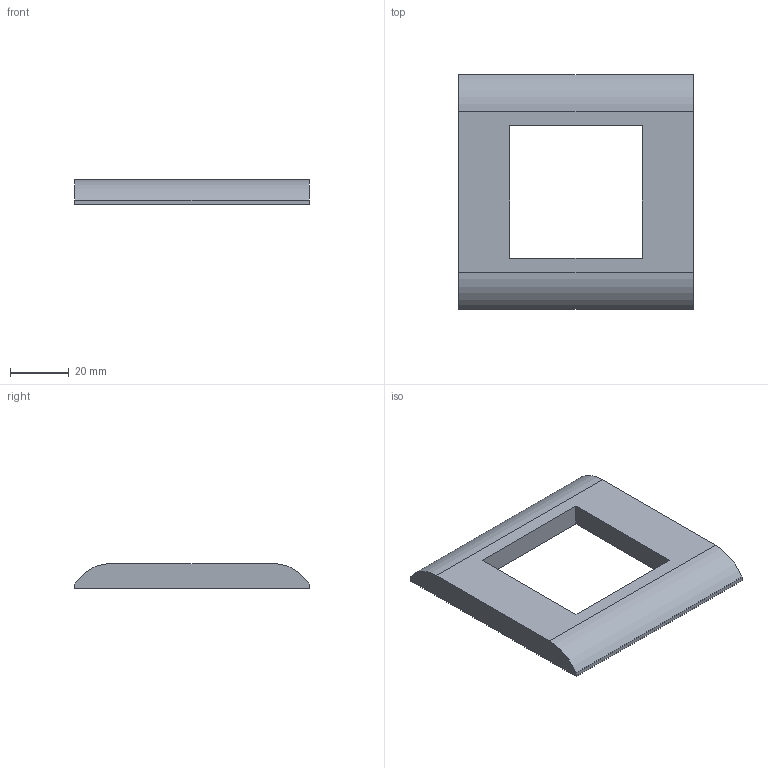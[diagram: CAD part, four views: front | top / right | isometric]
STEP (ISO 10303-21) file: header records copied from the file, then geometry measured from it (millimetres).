
FILE_DESCRIPTION (( 'STEP AP214' ), '1' );
FILE_NAME ('CKK-40D-RK2-K01 Ðàìêà äëÿ ÊÌÊÓ íà 2 ìîäóëÿ áåëàÿ IEK.STEP', '2016-07-19T12:26:52', ( '' ), ( '' ), 'SwSTEP 2.0', 'SolidWorks 2014', '' );
FILE_SCHEMA (( 'AUTOMOTIVE_DESIGN' ));
Length unit declared in the file: millimetre
Products named in the file (1): CKK-40D-RK2-K01 Ðàìêà äëÿ ÊÌÊÓ íà 2 ìîäóëÿ áåëàÿ IEK
Bounding box: 80 x 80 x 8.5 mm (x, y, z)
Volume: 13375.4 mm3; surface area: 14373.5 mm2
Topology: 1 solids, 1 shells, 24 faces, 60 edges, 40 vertices
Faces by surface type: plane 20, cylinder 4
Entity records: 750 total; most frequent: CARTESIAN_POINT 125, ORIENTED_EDGE 120, DIRECTION 118, EDGE_CURVE 60, VECTOR 52, LINE 52, VERTEX_POINT 40, AXIS2_PLACEMENT_3D 33
